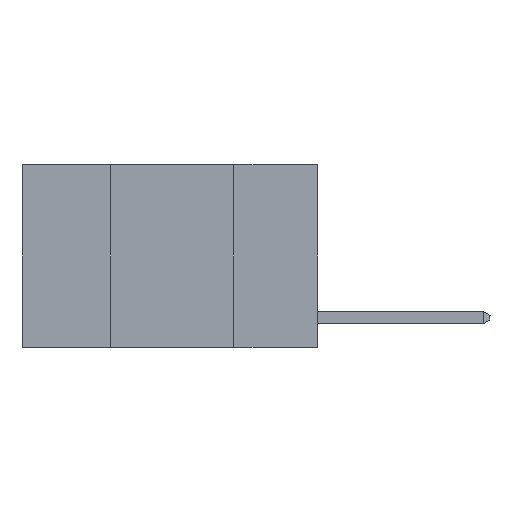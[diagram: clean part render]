
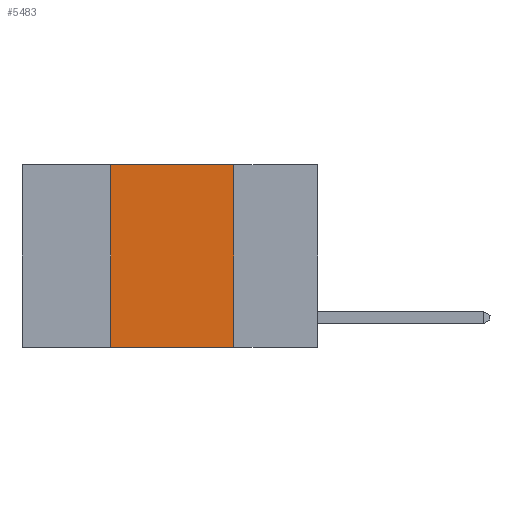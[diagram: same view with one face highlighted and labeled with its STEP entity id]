
A CAD part, left-side view. The second image highlights one B-rep face of the part: STEP entity #5483.
In plain terms, the highlighted planar face has unit normal (-1, 0, 0).
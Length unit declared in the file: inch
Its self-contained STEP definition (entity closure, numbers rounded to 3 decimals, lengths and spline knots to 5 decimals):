
#131 = FACE_OUTER_BOUND ( 'NONE', #9017, .T. ) ;
#176 = ORIENTED_EDGE ( 'NONE', *, *, #18913, .F. ) ;
#427 = VERTEX_POINT ( 'NONE', #19021 ) ;
#1604 = VECTOR ( 'NONE', #12605, 39.37008 ) ;
#2059 = CARTESIAN_POINT ( 'NONE',  ( 0., 0.42, -0.37 ) ) ;
#2813 = DIRECTION ( 'NONE',  ( 1., 0., 0. ) ) ;
#2998 = DIRECTION ( 'NONE',  ( 0., 0., -1. ) ) ;
#3920 = VECTOR ( 'NONE', #10792, 39.37008 ) ;
#4037 = VERTEX_POINT ( 'NONE', #15507 ) ;
#4584 = VERTEX_POINT ( 'NONE', #2059 ) ;
#5483 = ADVANCED_FACE ( 'NONE', ( #131 ), #6699, .F. ) ;
#5775 = VERTEX_POINT ( 'NONE', #11590 ) ;
#6699 = PLANE ( 'NONE',  #22719 ) ;
#6963 = EDGE_CURVE ( 'NONE', #4584, #427, #8822, .T. ) ;
#7875 = EDGE_CURVE ( 'NONE', #4037, #5775, #8123, .T. ) ;
#7972 = LINE ( 'NONE', #12768, #13910 ) ;
#8123 = LINE ( 'NONE', #25222, #3920 ) ;
#8735 = LINE ( 'NONE', #22820, #1604 ) ;
#8822 = LINE ( 'NONE', #22750, #21156 ) ;
#9017 = EDGE_LOOP ( 'NONE', ( #18504, #17680, #176, #17204 ) ) ;
#10792 = DIRECTION ( 'NONE',  ( 0., -1., 0. ) ) ;
#11590 = CARTESIAN_POINT ( 'NONE',  ( 0., 0.17, 0. ) ) ;
#12605 = DIRECTION ( 'NONE',  ( 0., 0., -1. ) ) ;
#12768 = CARTESIAN_POINT ( 'NONE',  ( 0., 0.42, 0. ) ) ;
#13910 = VECTOR ( 'NONE', #21168, 39.37008 ) ;
#15282 = CARTESIAN_POINT ( 'NONE',  ( 0., 0.6, 0. ) ) ;
#15507 = CARTESIAN_POINT ( 'NONE',  ( 0., 0.42, 0. ) ) ;
#17204 = ORIENTED_EDGE ( 'NONE', *, *, #6963, .T. ) ;
#17680 = ORIENTED_EDGE ( 'NONE', *, *, #7875, .F. ) ;
#18504 = ORIENTED_EDGE ( 'NONE', *, *, #23365, .F. ) ;
#18913 = EDGE_CURVE ( 'NONE', #4584, #4037, #7972, .T. ) ;
#19021 = CARTESIAN_POINT ( 'NONE',  ( 0., 0.17, -0.37 ) ) ;
#21156 = VECTOR ( 'NONE', #25387, 39.37008 ) ;
#21168 = DIRECTION ( 'NONE',  ( 0., 0., 1. ) ) ;
#22719 = AXIS2_PLACEMENT_3D ( 'NONE', #15282, #2813, #2998 ) ;
#22750 = CARTESIAN_POINT ( 'NONE',  ( 0., 0.6, -0.37 ) ) ;
#22820 = CARTESIAN_POINT ( 'NONE',  ( 0., 0.17, 0. ) ) ;
#23365 = EDGE_CURVE ( 'NONE', #5775, #427, #8735, .T. ) ;
#25222 = CARTESIAN_POINT ( 'NONE',  ( 0., 0.6, 0. ) ) ;
#25387 = DIRECTION ( 'NONE',  ( 0., -1., 0. ) ) ;
